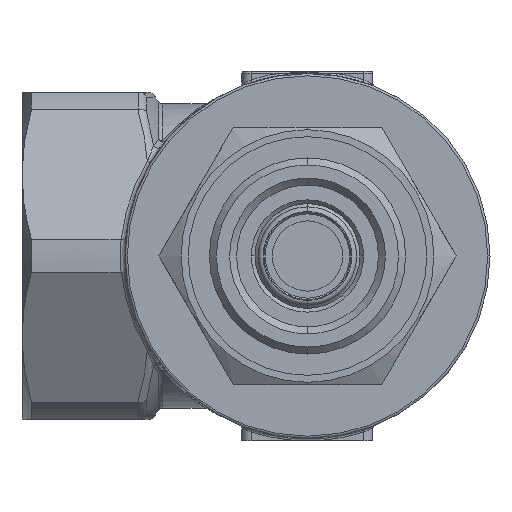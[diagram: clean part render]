
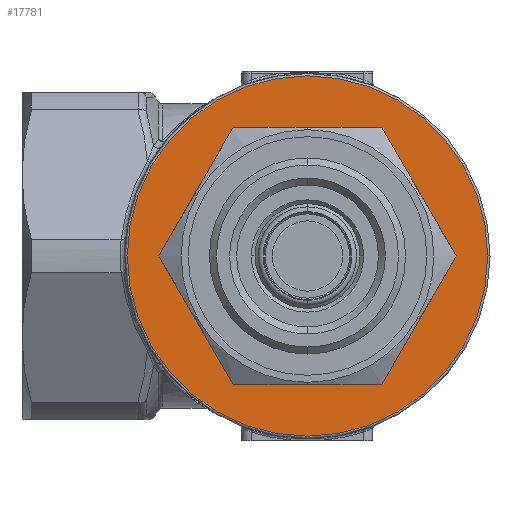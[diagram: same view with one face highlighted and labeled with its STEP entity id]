
A CAD part, front view. The second image highlights one B-rep face of the part: STEP entity #17781.
In plain terms, the highlighted planar face has unit normal (0, -1, 0).
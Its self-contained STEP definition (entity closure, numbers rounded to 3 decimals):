
#1303 = CIRCLE ( 'NONE', #21937, 38.5 ) ;
#1322 = VERTEX_POINT ( 'NONE', #17182 ) ;
#3232 = DIRECTION ( 'NONE',  ( -1., 0., 0. ) ) ;
#3766 = ORIENTED_EDGE ( 'NONE', *, *, #29468, .T. ) ;
#4167 = EDGE_CURVE ( 'NONE', #5818, #16354, #1303, .T. ) ;
#5076 = DIRECTION ( 'NONE',  ( -1., 0., 0. ) ) ;
#5171 = CARTESIAN_POINT ( 'NONE',  ( 0., -40., 0. ) ) ;
#5818 = VERTEX_POINT ( 'NONE', #20633 ) ;
#5872 = DIRECTION ( 'NONE',  ( 0., 1., 0. ) ) ;
#6493 = DIRECTION ( 'NONE',  ( -1., 0., 0. ) ) ;
#7713 = CARTESIAN_POINT ( 'NONE',  ( 0., -40., 0. ) ) ;
#8034 = AXIS2_PLACEMENT_3D ( 'NONE', #7713, #33797, #5076 ) ;
#9157 = AXIS2_PLACEMENT_3D ( 'NONE', #16743, #30100, #6493 ) ;
#10586 = CARTESIAN_POINT ( 'NONE',  ( 38.5, -40., 0. ) ) ;
#12345 = DIRECTION ( 'NONE',  ( -1., 0., 0. ) ) ;
#12612 = PLANE ( 'NONE',  #8034 ) ;
#13436 = EDGE_CURVE ( 'NONE', #16354, #5818, #23015, .T. ) ;
#14500 = ORIENTED_EDGE ( 'NONE', *, *, #24382, .T. ) ;
#14662 = DIRECTION ( 'NONE',  ( 0., 1., 0. ) ) ;
#15196 = ORIENTED_EDGE ( 'NONE', *, *, #4167, .T. ) ;
#16354 = VERTEX_POINT ( 'NONE', #10586 ) ;
#16743 = CARTESIAN_POINT ( 'NONE',  ( 0., -40., 0. ) ) ;
#17182 = CARTESIAN_POINT ( 'NONE',  ( 0., -40., 25.75 ) ) ;
#17527 = CARTESIAN_POINT ( 'NONE',  ( 0., -40., 0. ) ) ;
#17781 = ADVANCED_FACE ( 'NONE', ( #18135, #28717 ), #12612, .T. ) ;
#17784 = DIRECTION ( 'NONE',  ( -1., 0., 0. ) ) ;
#18135 = FACE_BOUND ( 'NONE', #25123, .T. ) ;
#20633 = CARTESIAN_POINT ( 'NONE',  ( -38.5, -40., 0. ) ) ;
#21788 = AXIS2_PLACEMENT_3D ( 'NONE', #28199, #14662, #17784 ) ;
#21937 = AXIS2_PLACEMENT_3D ( 'NONE', #17527, #33523, #12345 ) ;
#22357 = CIRCLE ( 'NONE', #21788, 25.75 ) ;
#23015 = CIRCLE ( 'NONE', #9157, 38.5 ) ;
#23206 = CARTESIAN_POINT ( 'NONE',  ( 0., -40., -25.75 ) ) ;
#24382 = EDGE_CURVE ( 'NONE', #1322, #29286, #25940, .T. ) ;
#25123 = EDGE_LOOP ( 'NONE', ( #3766, #14500 ) ) ;
#25940 = CIRCLE ( 'NONE', #27600, 25.75 ) ;
#27600 = AXIS2_PLACEMENT_3D ( 'NONE', #5171, #5872, #3232 ) ;
#28199 = CARTESIAN_POINT ( 'NONE',  ( 0., -40., 0. ) ) ;
#28717 = FACE_OUTER_BOUND ( 'NONE', #33821, .T. ) ;
#29286 = VERTEX_POINT ( 'NONE', #23206 ) ;
#29468 = EDGE_CURVE ( 'NONE', #29286, #1322, #22357, .T. ) ;
#30100 = DIRECTION ( 'NONE',  ( 0., -1., 0. ) ) ;
#30645 = ORIENTED_EDGE ( 'NONE', *, *, #13436, .T. ) ;
#33523 = DIRECTION ( 'NONE',  ( 0., -1., 0. ) ) ;
#33797 = DIRECTION ( 'NONE',  ( 0., -1., 0. ) ) ;
#33821 = EDGE_LOOP ( 'NONE', ( #30645, #15196 ) ) ;
